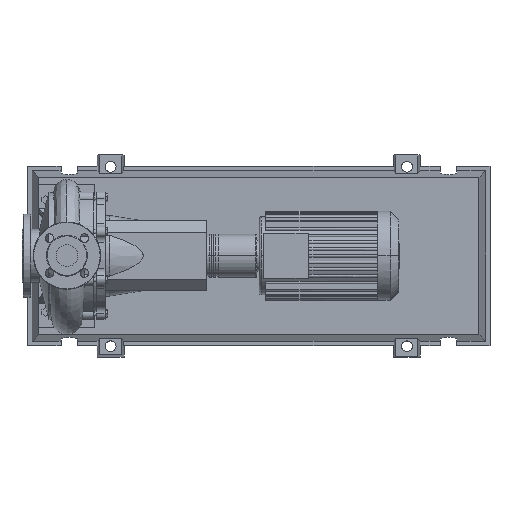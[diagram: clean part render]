
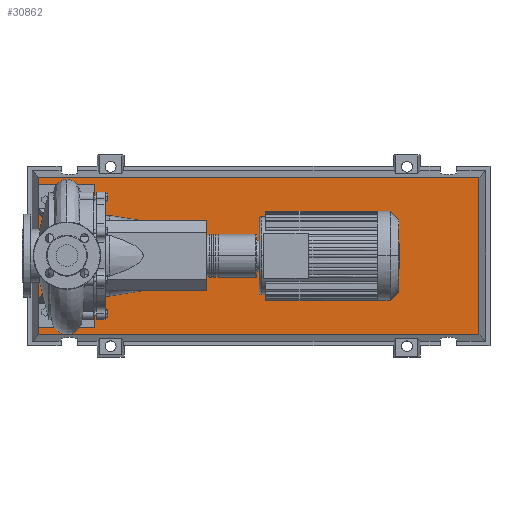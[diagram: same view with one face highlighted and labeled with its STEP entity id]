
A CAD part, top view. The second image highlights one B-rep face of the part: STEP entity #30862.
In plain terms, the highlighted planar face has unit normal (0, 0, 1).
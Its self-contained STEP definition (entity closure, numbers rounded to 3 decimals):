
#30543=CARTESIAN_POINT('',(917.971,-175.471,103.0));
#30544=VERTEX_POINT('',#30543);
#30551=CARTESIAN_POINT('',(-62.971,-175.471,103.0));
#30552=VERTEX_POINT('',#30551);
#30553=CARTESIAN_POINT('',(917.971,-175.471,103.0));
#30554=DIRECTION('',(-1.0,0.0,0.0));
#30555=VECTOR('',#30554,980.941);
#30556=LINE('',#30553,#30555);
#30557=EDGE_CURVE('',#30544,#30552,#30556,.T.);
#30775=CARTESIAN_POINT('',(917.971,175.471,103.0));
#30776=VERTEX_POINT('',#30775);
#30777=CARTESIAN_POINT('',(917.971,175.471,103.0));
#30778=DIRECTION('',(0.0,-1.0,0.0));
#30779=VECTOR('',#30778,350.941);
#30780=LINE('',#30777,#30779);
#30781=EDGE_CURVE('',#30776,#30544,#30780,.T.);
#30799=CARTESIAN_POINT('',(-62.971,175.471,103.0));
#30800=VERTEX_POINT('',#30799);
#30801=CARTESIAN_POINT('',(-62.971,-175.471,103.0));
#30802=DIRECTION('',(0.0,1.0,0.0));
#30803=VECTOR('',#30802,350.941);
#30804=LINE('',#30801,#30803);
#30805=EDGE_CURVE('',#30552,#30800,#30804,.T.);
#30838=CARTESIAN_POINT('',(-62.971,175.471,103.0));
#30839=DIRECTION('',(1.0,0.0,0.0));
#30840=VECTOR('',#30839,980.941);
#30841=LINE('',#30838,#30840);
#30842=EDGE_CURVE('',#30800,#30776,#30841,.T.);
#30851=CARTESIAN_POINT('',(427.5,0.,103.0));
#30852=DIRECTION('',(0.0,0.0,1.0));
#30853=DIRECTION('',(1.0,0.0,0.0));
#30854=AXIS2_PLACEMENT_3D('',#30851,#30852,#30853);
#30855=PLANE('',#30854);
#30856=ORIENTED_EDGE('',*,*,#30781,.F.);
#30857=ORIENTED_EDGE('',*,*,#30842,.F.);
#30858=ORIENTED_EDGE('',*,*,#30805,.F.);
#30859=ORIENTED_EDGE('',*,*,#30557,.F.);
#30860=EDGE_LOOP('',(#30856,#30857,#30858,#30859));
#30861=FACE_OUTER_BOUND('',#30860,.T.);
#30862=ADVANCED_FACE('',(#30861),#30855,.T.);
